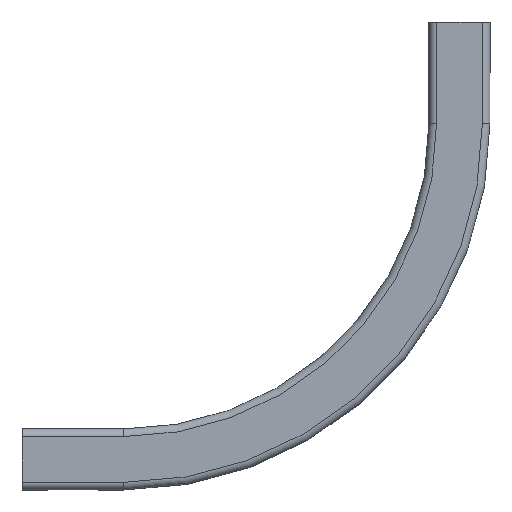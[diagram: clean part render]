
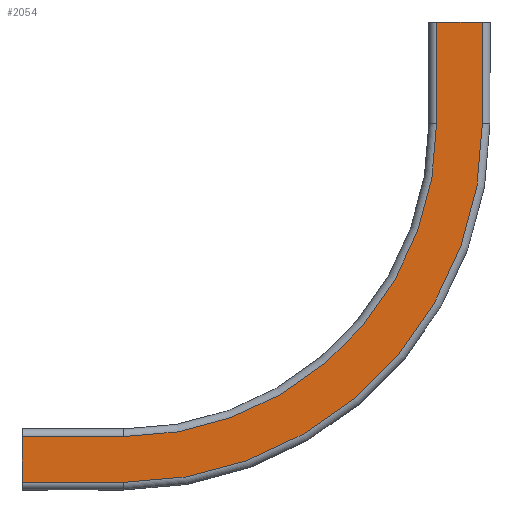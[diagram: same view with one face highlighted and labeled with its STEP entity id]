
A CAD part, left-side view. The second image highlights one B-rep face of the part: STEP entity #2054.
In plain terms, the highlighted planar face has unit normal (-1, 0, 0).
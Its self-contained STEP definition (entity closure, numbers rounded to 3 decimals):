
#380 = LINE ( 'NONE', #6010, #3190 ) ;
#411 = ORIENTED_EDGE ( 'NONE', *, *, #9948, .T. ) ;
#806 = LINE ( 'NONE', #5891, #6769 ) ;
#824 = VECTOR ( 'NONE', #12396, 1000. ) ;
#949 = VERTEX_POINT ( 'NONE', #3965 ) ;
#1114 = AXIS2_PLACEMENT_3D ( 'NONE', #10492, #3361, #11668 ) ;
#1165 = DIRECTION ( 'NONE',  ( 0., 1., 0. ) ) ;
#1229 = LINE ( 'NONE', #3911, #10356 ) ;
#1878 = CARTESIAN_POINT ( 'NONE',  ( -300., -452.5, 330. ) ) ;
#2054 = ADVANCED_FACE ( 'NONE', ( #6619 ), #11744, .F. ) ;
#2145 = CARTESIAN_POINT ( 'NONE',  ( -300., 0., -6.791 ) ) ;
#2201 = EDGE_CURVE ( 'NONE', #15425, #14008, #13861, .T. ) ;
#2239 = CARTESIAN_POINT ( 'NONE',  ( -300., -100., -6.791 ) ) ;
#2769 = VECTOR ( 'NONE', #6663, 1000. ) ;
#2865 = ORIENTED_EDGE ( 'NONE', *, *, #11616, .F. ) ;
#3067 = ORIENTED_EDGE ( 'NONE', *, *, #5741, .T. ) ;
#3190 = VECTOR ( 'NONE', #4713, 1000. ) ;
#3207 = CARTESIAN_POINT ( 'NONE',  ( -300., -407.5, 430. ) ) ;
#3361 = DIRECTION ( 'NONE',  ( -1., 0., 0. ) ) ;
#3710 = ORIENTED_EDGE ( 'NONE', *, *, #6462, .F. ) ;
#3741 = CARTESIAN_POINT ( 'NONE',  ( -300., -407.5, 330. ) ) ;
#3772 = ORIENTED_EDGE ( 'NONE', *, *, #9316, .T. ) ;
#3911 = CARTESIAN_POINT ( 'NONE',  ( -300., -100., 22.5 ) ) ;
#3932 = VERTEX_POINT ( 'NONE', #14854 ) ;
#3965 = CARTESIAN_POINT ( 'NONE',  ( -300., -452.5, 330. ) ) ;
#4029 = EDGE_LOOP ( 'NONE', ( #11434, #3772, #9463, #12428, #2865, #3710, #3067, #411 ) ) ;
#4621 = DIRECTION ( 'NONE',  ( 1., 0., 0. ) ) ;
#4713 = DIRECTION ( 'NONE',  ( 0., 0., 1. ) ) ;
#5586 = VECTOR ( 'NONE', #8121, 1000. ) ;
#5624 = CARTESIAN_POINT ( 'NONE',  ( -300., 0., 22.5 ) ) ;
#5741 = EDGE_CURVE ( 'NONE', #6017, #13921, #1229, .T. ) ;
#5891 = CARTESIAN_POINT ( 'NONE',  ( -300., -100., -22.5 ) ) ;
#6010 = CARTESIAN_POINT ( 'NONE',  ( -300., -407.5, 330. ) ) ;
#6017 = VERTEX_POINT ( 'NONE', #7226 ) ;
#6082 = VERTEX_POINT ( 'NONE', #3741 ) ;
#6169 = CIRCLE ( 'NONE', #1114, 352.5 ) ;
#6462 = EDGE_CURVE ( 'NONE', #6017, #6082, #12561, .T. ) ;
#6619 = FACE_OUTER_BOUND ( 'NONE', #4029, .T. ) ;
#6663 = DIRECTION ( 'NONE',  ( 0., 0., 1. ) ) ;
#6769 = VECTOR ( 'NONE', #1165, 1000. ) ;
#6944 = CARTESIAN_POINT ( 'NONE',  ( -300., -100., 330. ) ) ;
#7004 = DIRECTION ( 'NONE',  ( 0., -1., 0. ) ) ;
#7066 = AXIS2_PLACEMENT_3D ( 'NONE', #6944, #15268, #8146 ) ;
#7126 = EDGE_CURVE ( 'NONE', #13550, #3932, #806, .T. ) ;
#7226 = CARTESIAN_POINT ( 'NONE',  ( -300., -100., 22.5 ) ) ;
#8121 = DIRECTION ( 'NONE',  ( 0., 0., -1. ) ) ;
#8146 = DIRECTION ( 'NONE',  ( 0., 1., 0. ) ) ;
#8704 = DIRECTION ( 'NONE',  ( 0., 1., 0. ) ) ;
#8753 = LINE ( 'NONE', #2145, #5586 ) ;
#9316 = EDGE_CURVE ( 'NONE', #13550, #949, #6169, .T. ) ;
#9463 = ORIENTED_EDGE ( 'NONE', *, *, #10403, .T. ) ;
#9948 = EDGE_CURVE ( 'NONE', #13921, #3932, #8753, .T. ) ;
#10013 = CARTESIAN_POINT ( 'NONE',  ( -300., -436.791, 430. ) ) ;
#10356 = VECTOR ( 'NONE', #8704, 1000. ) ;
#10403 = EDGE_CURVE ( 'NONE', #949, #14008, #12264, .T. ) ;
#10488 = AXIS2_PLACEMENT_3D ( 'NONE', #2239, #4621, #7004 ) ;
#10492 = CARTESIAN_POINT ( 'NONE',  ( -300., -100., 330. ) ) ;
#11434 = ORIENTED_EDGE ( 'NONE', *, *, #7126, .F. ) ;
#11616 = EDGE_CURVE ( 'NONE', #6082, #15425, #380, .T. ) ;
#11668 = DIRECTION ( 'NONE',  ( 0., 1., 0. ) ) ;
#11744 = PLANE ( 'NONE',  #10488 ) ;
#11907 = CARTESIAN_POINT ( 'NONE',  ( -300., -452.5, 430. ) ) ;
#12264 = LINE ( 'NONE', #1878, #2769 ) ;
#12396 = DIRECTION ( 'NONE',  ( 0., -1., 0. ) ) ;
#12428 = ORIENTED_EDGE ( 'NONE', *, *, #2201, .F. ) ;
#12561 = CIRCLE ( 'NONE', #7066, 307.5 ) ;
#13550 = VERTEX_POINT ( 'NONE', #14460 ) ;
#13861 = LINE ( 'NONE', #10013, #824 ) ;
#13921 = VERTEX_POINT ( 'NONE', #5624 ) ;
#14008 = VERTEX_POINT ( 'NONE', #11907 ) ;
#14460 = CARTESIAN_POINT ( 'NONE',  ( -300., -100., -22.5 ) ) ;
#14854 = CARTESIAN_POINT ( 'NONE',  ( -300., 0., -22.5 ) ) ;
#15268 = DIRECTION ( 'NONE',  ( -1., 0., 0. ) ) ;
#15425 = VERTEX_POINT ( 'NONE', #3207 ) ;
